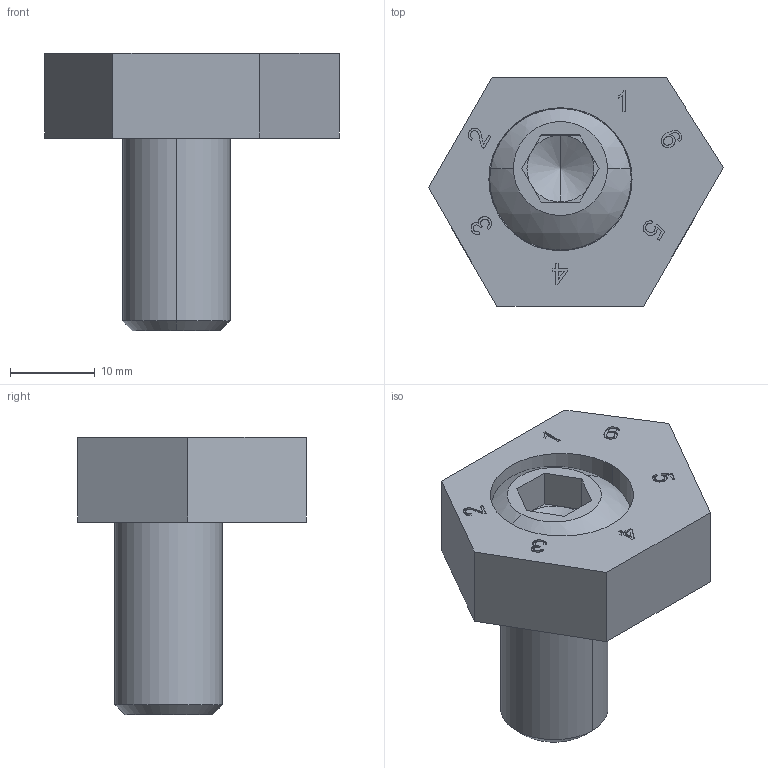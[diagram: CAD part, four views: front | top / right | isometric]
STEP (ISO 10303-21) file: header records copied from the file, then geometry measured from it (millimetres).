
FILE_DESCRIPTION (( 'STEP AP214' ), '1' );
FILE_NAME ('SW3dPS-95110.step', '2009-11-18T07:07:13', ( 'SysAdmin' ), ( 'SolidWorks' ), 'SwSTEP 2.0', 'SolidWorks 2009', '' );
FILE_SCHEMA (( 'AUTOMOTIVE_DESIGN' ));
Length unit declared in the file: inch
Products named in the file (3): SW3dPS-95110_10373; SW3dPS-95110; SW3dPS-95110_190110
Assembly tree (2 placements, depth 2):
  SW3dPS-95110
    SW3dPS-95110_10373
    SW3dPS-95110_190110
Bounding box: 34.85 x 27 x 32.77 mm (x, y, z)
Volume: 9306.4 mm3; surface area: 4420.8 mm2
Topology: 2 solids, 2 shells, 129 faces, 335 edges, 219 vertices
Faces by surface type: plane 66, bspline 49, cylinder 8, cone 4, sphere 2
Entity records: 6639 total; most frequent: CARTESIAN_POINT 3687, ORIENTED_EDGE 666, DIRECTION 427, EDGE_CURVE 333, VERTEX_POINT 219, VECTOR 205, LINE 205, EDGE_LOOP 142
